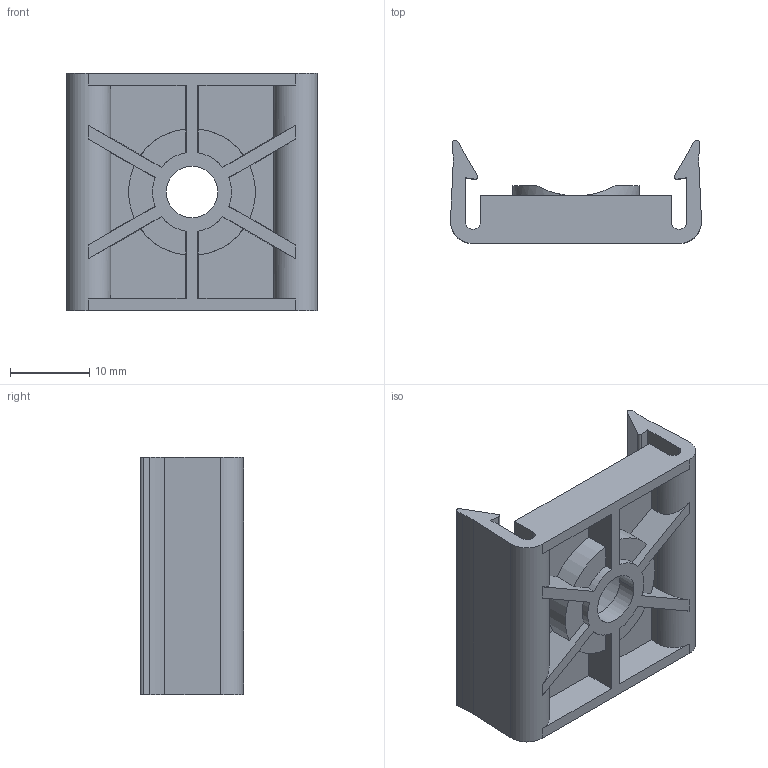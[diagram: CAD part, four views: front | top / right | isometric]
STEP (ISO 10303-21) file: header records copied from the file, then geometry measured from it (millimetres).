
FILE_DESCRIPTION((''),'2;1');
FILE_NAME('DM_CAD-1916','2013-12-18T',('creinig-se'),(''),'PRO/ENGINEER BY PARAMETRIC TECHNOLOGY CORPORATION, 2013050','PRO/ENGINEER BY PARAMETRIC TECHNOLOGY CORPORATION, 2013050','');
FILE_SCHEMA(('CONFIG_CONTROL_DESIGN'));
Length unit declared in the file: millimetre
Products named in the file (1): DM_CAD-1916
Bounding box: 31.67 x 13 x 30 mm (x, y, z)
Volume: 3970.8 mm3; surface area: 4835.5 mm2
Topology: 1 solids, 1 shells, 83 faces, 238 edges, 158 vertices
Faces by surface type: plane 53, cylinder 30
Entity records: 3645 total; most frequent: CARTESIAN_POINT 696, ORIENTED_EDGE 476, DIRECTION 420, PRESENTATION_STYLE_ASSIGNMENT 239, STYLED_ITEM 239, CURVE_STYLE 238, EDGE_CURVE 238, VERTEX_POINT 158
